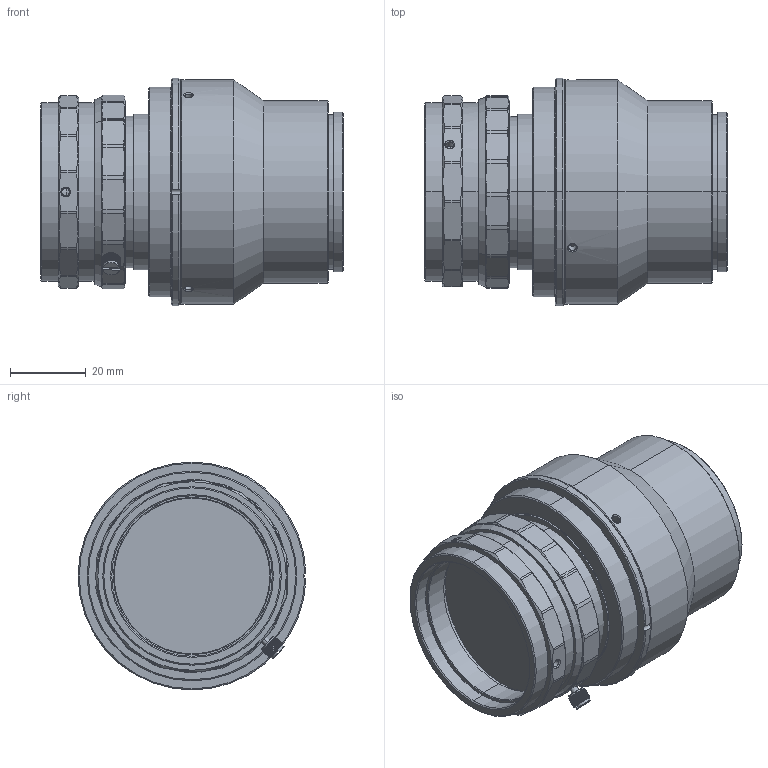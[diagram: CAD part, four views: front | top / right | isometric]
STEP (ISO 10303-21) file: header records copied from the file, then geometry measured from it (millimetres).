
FILE_DESCRIPTION (( 'STEP AP203' ), '1' );
FILE_NAME ('2540噩芛 3D俋倛芞.STEP', '2022-03-18T08:33:27', ( '' ), ( '' ), 'SwSTEP 2.0', 'SolidWorks 2018', '' );
FILE_SCHEMA (( 'CONFIG_CONTROL_DESIGN' ));
Length unit declared in the file: millimetre
Products named in the file (9): VF諳; 翋噩芠; M42x1諉諳12mm楊擘; 2540噩芛 3D俋倛芞; 嫖戲覃誹遠_JC; 惕踡遠; VFV54VF延长圈; 覦趼遠_JC; 嫖擊坶踡隊_V1(1)
Assembly tree (8 placements, depth 3):
  2540噩芛 3D俋倛芞
    翋噩芠
    VFV54VF延长圈
      VF諳
      惕踡遠
    嫖戲覃誹遠_JC
    覦趼遠_JC
    嫖擊坶踡隊_V1(1)
    M42x1諉諳12mm楊擘
Bounding box: 79.72 x 59.99 x 60 mm (x, y, z)
Volume: 120700.8 mm3; surface area: 50076.7 mm2
Topology: 7 solids, 7 shells, 813 faces, 1849 edges, 1085 vertices
Faces by surface type: cone 299, plane 268, cylinder 240, bspline 6
Entity records: 27371 total; most frequent: CARTESIAN_POINT 8632, DIRECTION 3767, ORIENTED_EDGE 3698, EDGE_CURVE 1849, AXIS2_PLACEMENT_3D 1593, VERTEX_POINT 1085, EDGE_LOOP 872, ADVANCED_FACE 813
